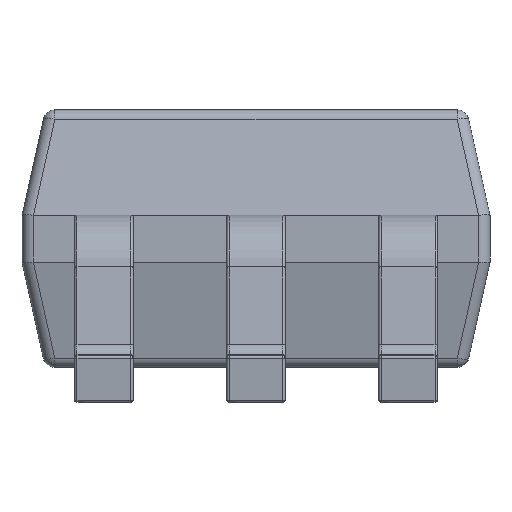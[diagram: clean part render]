
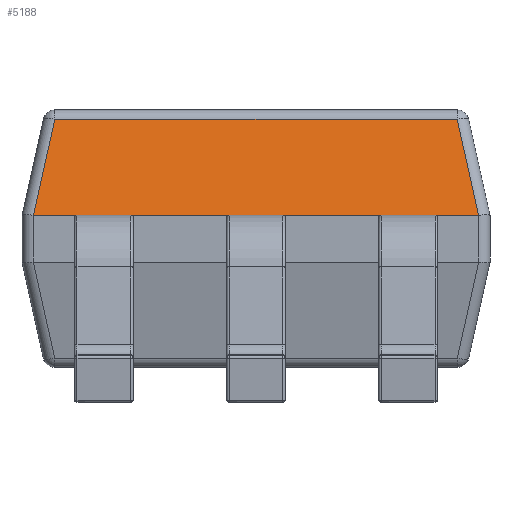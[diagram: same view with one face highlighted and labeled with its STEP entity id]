
A CAD part, left-side view. The second image highlights one B-rep face of the part: STEP entity #5188.
In plain terms, the highlighted planar face has unit normal (-0.976, 0, 0.217).
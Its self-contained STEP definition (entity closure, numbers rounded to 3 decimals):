
#971 = ORIENTED_EDGE ( 'NONE', *, *, #5372, .T. ) ;
#1204 = CARTESIAN_POINT ( 'NONE',  ( -0.65, 0.95, 0.75 ) ) ;
#1708 = CARTESIAN_POINT ( 'NONE',  ( -0.559, -0.86, 1.161 ) ) ;
#4191 = CARTESIAN_POINT ( 'NONE',  ( -0.65, 0.95, 0.75 ) ) ;
#4462 = DIRECTION ( 'NONE',  ( 0.212, 0.212, 0.954 ) ) ;
#5188 = ADVANCED_FACE ( 'NONE', ( #8382 ), #5822, .T. ) ;
#5372 = EDGE_CURVE ( 'NONE', #11032, #27681, #23084, .T. ) ;
#5822 = PLANE ( 'NONE',  #18756 ) ;
#6896 = ORIENTED_EDGE ( 'NONE', *, *, #36633, .T. ) ;
#7346 = CARTESIAN_POINT ( 'NONE',  ( -0.65, 0.951, 0.75 ) ) ;
#7416 = CARTESIAN_POINT ( 'NONE',  ( -0.65, -0.951, 0.75 ) ) ;
#8382 = FACE_OUTER_BOUND ( 'NONE', #17880, .T. ) ;
#8422 = EDGE_CURVE ( 'NONE', #27681, #32859, #11813, .T. ) ;
#10594 = EDGE_CURVE ( 'NONE', #37742, #25635, #17705, .T. ) ;
#11032 = VERTEX_POINT ( 'NONE', #33046 ) ;
#11813 =( BOUNDED_CURVE ( )  B_SPLINE_CURVE ( 3, ( #24429, #7346, #28171, #1204 ),
 .UNSPECIFIED., .F., .F. ) 
 B_SPLINE_CURVE_WITH_KNOTS ( ( 4, 4 ),
 ( 6.26, 6.283 ),
 .UNSPECIFIED. ) 
 CURVE ( )  GEOMETRIC_REPRESENTATION_ITEM ( )  RATIONAL_B_SPLINE_CURVE ( ( 1., 1., 1., 1. ) ) 
 REPRESENTATION_ITEM ( '' )  );
#11952 = ORIENTED_EDGE ( 'NONE', *, *, #19516, .F. ) ;
#12099 = ORIENTED_EDGE ( 'NONE', *, *, #8422, .T. ) ;
#14038 = CARTESIAN_POINT ( 'NONE',  ( -0.512, 0.813, 1.372 ) ) ;
#15286 = VECTOR ( 'NONE', #25034, 1000. ) ;
#15842 = CARTESIAN_POINT ( 'NONE',  ( -0.65, -0.951, 0.75 ) ) ;
#16269 = VECTOR ( 'NONE', #38629, 1000. ) ;
#17705 =( BOUNDED_CURVE ( )  B_SPLINE_CURVE ( 3, ( #34141, #22334, #19004, #7416 ),
 .UNSPECIFIED., .F., .T. ) 
 B_SPLINE_CURVE_WITH_KNOTS ( ( 4, 4 ),
 ( 0., 0.024 ),
 .UNSPECIFIED. ) 
 CURVE ( )  GEOMETRIC_REPRESENTATION_ITEM ( )  RATIONAL_B_SPLINE_CURVE ( ( 1., 1., 1., 1. ) ) 
 REPRESENTATION_ITEM ( '' )  );
#17880 = EDGE_LOOP ( 'NONE', ( #971, #12099, #11952, #27936, #26975, #6896 ) ) ;
#18756 = AXIS2_PLACEMENT_3D ( 'NONE', #26843, #29050, #38859 ) ;
#19004 = CARTESIAN_POINT ( 'NONE',  ( -0.65, -0.951, 0.75 ) ) ;
#19516 = EDGE_CURVE ( 'NONE', #37742, #32859, #30575, .T. ) ;
#20113 = LINE ( 'NONE', #29554, #35271 ) ;
#20971 = VECTOR ( 'NONE', #4462, 1000. ) ;
#21582 = LINE ( 'NONE', #22354, #20971 ) ;
#22334 = CARTESIAN_POINT ( 'NONE',  ( -0.65, -0.95, 0.75 ) ) ;
#22354 = CARTESIAN_POINT ( 'NONE',  ( -0.512, -0.813, 1.372 ) ) ;
#23084 = LINE ( 'NONE', #14038, #16269 ) ;
#23426 = DIRECTION ( 'NONE',  ( 0., 1., 0. ) ) ;
#24429 = CARTESIAN_POINT ( 'NONE',  ( -0.65, 0.951, 0.75 ) ) ;
#24767 = VERTEX_POINT ( 'NONE', #1708 ) ;
#25034 = DIRECTION ( 'NONE',  ( 0., 1., 0. ) ) ;
#25635 = VERTEX_POINT ( 'NONE', #15842 ) ;
#26843 = CARTESIAN_POINT ( 'NONE',  ( -0.55, 0., 1.2 ) ) ;
#26975 = ORIENTED_EDGE ( 'NONE', *, *, #28378, .T. ) ;
#27681 = VERTEX_POINT ( 'NONE', #34651 ) ;
#27936 = ORIENTED_EDGE ( 'NONE', *, *, #10594, .T. ) ;
#28171 = CARTESIAN_POINT ( 'NONE',  ( -0.65, 0.95, 0.75 ) ) ;
#28378 = EDGE_CURVE ( 'NONE', #25635, #24767, #21582, .T. ) ;
#29050 = DIRECTION ( 'NONE',  ( -0.976, 0., 0.217 ) ) ;
#29554 = CARTESIAN_POINT ( 'NONE',  ( -0.559, 0., 1.161 ) ) ;
#30575 = LINE ( 'NONE', #36640, #15286 ) ;
#31248 = CARTESIAN_POINT ( 'NONE',  ( -0.65, -0.95, 0.75 ) ) ;
#32859 = VERTEX_POINT ( 'NONE', #4191 ) ;
#33046 = CARTESIAN_POINT ( 'NONE',  ( -0.559, 0.86, 1.161 ) ) ;
#34141 = CARTESIAN_POINT ( 'NONE',  ( -0.65, -0.95, 0.75 ) ) ;
#34651 = CARTESIAN_POINT ( 'NONE',  ( -0.65, 0.951, 0.75 ) ) ;
#35271 = VECTOR ( 'NONE', #23426, 1000. ) ;
#36633 = EDGE_CURVE ( 'NONE', #24767, #11032, #20113, .T. ) ;
#36640 = CARTESIAN_POINT ( 'NONE',  ( -0.65, 1., 0.75 ) ) ;
#37742 = VERTEX_POINT ( 'NONE', #31248 ) ;
#38629 = DIRECTION ( 'NONE',  ( -0.212, 0.212, -0.954 ) ) ;
#38859 = DIRECTION ( 'NONE',  ( 0., 1., 0. ) ) ;
